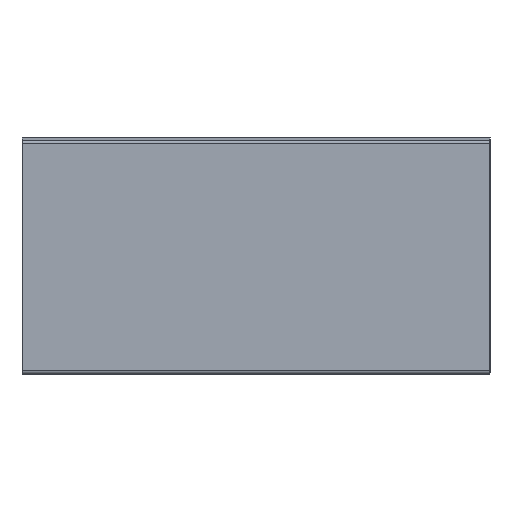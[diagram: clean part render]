
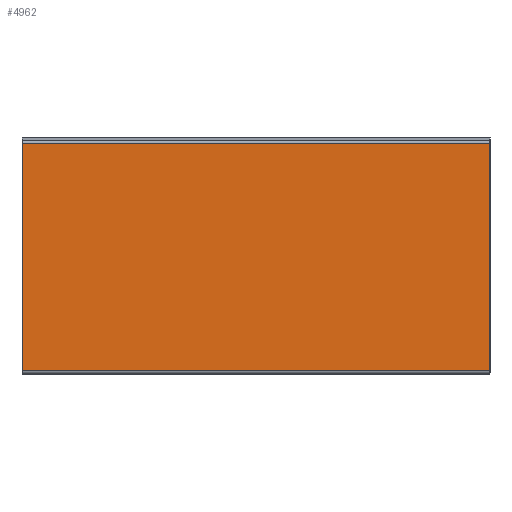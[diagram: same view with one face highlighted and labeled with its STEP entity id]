
A CAD part, left-side view. The second image highlights one B-rep face of the part: STEP entity #4962.
In plain terms, the highlighted planar face has unit normal (-1, 0, 0).
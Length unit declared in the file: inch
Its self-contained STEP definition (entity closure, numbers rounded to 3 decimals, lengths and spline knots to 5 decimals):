
#481 = CARTESIAN_POINT ( 'NONE',  ( -6., -6., 5.914 ) ) ;
#568 = EDGE_LOOP ( 'NONE', ( #2277, #4486, #3026, #1770 ) ) ;
#721 = CARTESIAN_POINT ( 'NONE',  ( -6., 6., 0.057 ) ) ;
#784 = FACE_OUTER_BOUND ( 'NONE', #568, .T. ) ;
#787 = DIRECTION ( 'NONE',  ( 0., 0., -1. ) ) ;
#932 = CARTESIAN_POINT ( 'NONE',  ( -6., 6., 0.086 ) ) ;
#1281 = AXIS2_PLACEMENT_3D ( 'NONE', #4935, #3412, #1792 ) ;
#1494 = CARTESIAN_POINT ( 'NONE',  ( -6., -6., 0.086 ) ) ;
#1770 = ORIENTED_EDGE ( 'NONE', *, *, #6536, .T. ) ;
#1792 = DIRECTION ( 'NONE',  ( 0., 0., 1. ) ) ;
#2277 = ORIENTED_EDGE ( 'NONE', *, *, #2765, .T. ) ;
#2373 = CARTESIAN_POINT ( 'NONE',  ( -6., 6., 5.914 ) ) ;
#2432 = LINE ( 'NONE', #4494, #3005 ) ;
#2534 = LINE ( 'NONE', #5626, #6267 ) ;
#2765 = EDGE_CURVE ( 'NONE', #4550, #6115, #3287, .T. ) ;
#2860 = VERTEX_POINT ( 'NONE', #6636 ) ;
#3005 = VECTOR ( 'NONE', #4601, 39.37008 ) ;
#3026 = ORIENTED_EDGE ( 'NONE', *, *, #5120, .T. ) ;
#3114 = EDGE_CURVE ( 'NONE', #2860, #6115, #3588, .T. ) ;
#3287 = LINE ( 'NONE', #721, #5073 ) ;
#3412 = DIRECTION ( 'NONE',  ( -1., 0., 0. ) ) ;
#3558 = DIRECTION ( 'NONE',  ( 0., 1., 0. ) ) ;
#3588 = LINE ( 'NONE', #1494, #3674 ) ;
#3657 = DIRECTION ( 'NONE',  ( 0., 1., 0. ) ) ;
#3674 = VECTOR ( 'NONE', #3558, 39.37008 ) ;
#4486 = ORIENTED_EDGE ( 'NONE', *, *, #3114, .F. ) ;
#4494 = CARTESIAN_POINT ( 'NONE',  ( -6., -6., 0.057 ) ) ;
#4550 = VERTEX_POINT ( 'NONE', #2373 ) ;
#4601 = DIRECTION ( 'NONE',  ( 0., 0., 1. ) ) ;
#4635 = VERTEX_POINT ( 'NONE', #481 ) ;
#4906 = PLANE ( 'NONE',  #1281 ) ;
#4935 = CARTESIAN_POINT ( 'NONE',  ( -6., 6., 0.047 ) ) ;
#4962 = ADVANCED_FACE ( 'NONE', ( #784 ), #4906, .T. ) ;
#5073 = VECTOR ( 'NONE', #787, 39.37008 ) ;
#5120 = EDGE_CURVE ( 'NONE', #2860, #4635, #2432, .T. ) ;
#5626 = CARTESIAN_POINT ( 'NONE',  ( -6., 6., 5.914 ) ) ;
#6115 = VERTEX_POINT ( 'NONE', #932 ) ;
#6267 = VECTOR ( 'NONE', #3657, 39.37008 ) ;
#6536 = EDGE_CURVE ( 'NONE', #4635, #4550, #2534, .T. ) ;
#6636 = CARTESIAN_POINT ( 'NONE',  ( -6., -6., 0.086 ) ) ;
